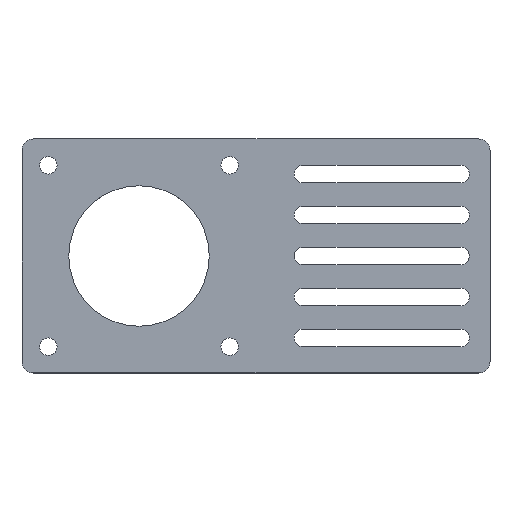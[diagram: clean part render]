
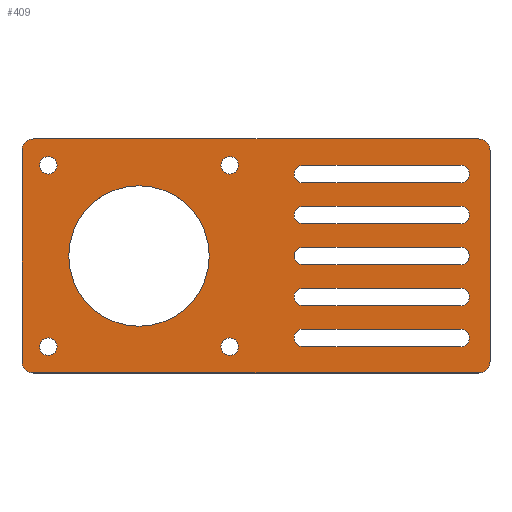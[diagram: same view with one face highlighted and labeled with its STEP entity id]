
A CAD part, top view. The second image highlights one B-rep face of the part: STEP entity #409.
In plain terms, the highlighted planar face has unit normal (0, 0, 1).
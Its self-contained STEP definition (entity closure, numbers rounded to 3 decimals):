
#32 = VERTEX_POINT('',#33);
#33 = CARTESIAN_POINT('',(-38.,20.,3.));
#39 = EDGE_CURVE('',#32,#40,#42,.T.);
#40 = VERTEX_POINT('',#41);
#41 = CARTESIAN_POINT('',(38.,20.,3.));
#42 = LINE('',#43,#44);
#43 = CARTESIAN_POINT('',(-40.,20.,3.));
#44 = VECTOR('',#45,1.);
#45 = DIRECTION('',(1.,0.,0.));
#365 = VERTEX_POINT('',#366);
#366 = CARTESIAN_POINT('',(-40.,18.,3.));
#372 = EDGE_CURVE('',#32,#365,#373,.T.);
#373 = CIRCLE('',#374,2.);
#374 = AXIS2_PLACEMENT_3D('',#375,#376,#377);
#375 = CARTESIAN_POINT('',(-38.,18.,3.));
#376 = DIRECTION('',(-0.,0.,1.));
#377 = DIRECTION('',(0.,-1.,0.));
#390 = VERTEX_POINT('',#391);
#391 = CARTESIAN_POINT('',(40.,18.,3.));
#397 = EDGE_CURVE('',#40,#390,#398,.T.);
#398 = CIRCLE('',#399,2.);
#399 = AXIS2_PLACEMENT_3D('',#400,#401,#402);
#400 = CARTESIAN_POINT('',(38.,18.,3.));
#401 = DIRECTION('',(-0.,-0.,-1.));
#402 = DIRECTION('',(0.,-1.,0.));
#409 = ADVANCED_FACE('',(#410,#455,#466,#502,#538,#574,#610,#646,#657,
    #668,#679),#690,.F.);
#410 = FACE_BOUND('',#411,.F.);
#411 = EDGE_LOOP('',(#412,#413,#414,#422,#431,#439,#448,#454));
#412 = ORIENTED_EDGE('',*,*,#39,.T.);
#413 = ORIENTED_EDGE('',*,*,#397,.T.);
#414 = ORIENTED_EDGE('',*,*,#415,.T.);
#415 = EDGE_CURVE('',#390,#416,#418,.T.);
#416 = VERTEX_POINT('',#417);
#417 = CARTESIAN_POINT('',(40.,-18.,3.));
#418 = LINE('',#419,#420);
#419 = CARTESIAN_POINT('',(40.,20.,3.));
#420 = VECTOR('',#421,1.);
#421 = DIRECTION('',(0.,-1.,0.));
#422 = ORIENTED_EDGE('',*,*,#423,.T.);
#423 = EDGE_CURVE('',#416,#424,#426,.T.);
#424 = VERTEX_POINT('',#425);
#425 = CARTESIAN_POINT('',(38.,-20.,3.));
#426 = CIRCLE('',#427,2.);
#427 = AXIS2_PLACEMENT_3D('',#428,#429,#430);
#428 = CARTESIAN_POINT('',(38.,-18.,3.));
#429 = DIRECTION('',(-0.,-0.,-1.));
#430 = DIRECTION('',(0.,-1.,0.));
#431 = ORIENTED_EDGE('',*,*,#432,.T.);
#432 = EDGE_CURVE('',#424,#433,#435,.T.);
#433 = VERTEX_POINT('',#434);
#434 = CARTESIAN_POINT('',(-38.,-20.,3.));
#435 = LINE('',#436,#437);
#436 = CARTESIAN_POINT('',(40.,-20.,3.));
#437 = VECTOR('',#438,1.);
#438 = DIRECTION('',(-1.,0.,0.));
#439 = ORIENTED_EDGE('',*,*,#440,.T.);
#440 = EDGE_CURVE('',#433,#441,#443,.T.);
#441 = VERTEX_POINT('',#442);
#442 = CARTESIAN_POINT('',(-40.,-18.,3.));
#443 = CIRCLE('',#444,2.);
#444 = AXIS2_PLACEMENT_3D('',#445,#446,#447);
#445 = CARTESIAN_POINT('',(-38.,-18.,3.));
#446 = DIRECTION('',(-0.,-0.,-1.));
#447 = DIRECTION('',(0.,-1.,0.));
#448 = ORIENTED_EDGE('',*,*,#449,.T.);
#449 = EDGE_CURVE('',#441,#365,#450,.T.);
#450 = LINE('',#451,#452);
#451 = CARTESIAN_POINT('',(-40.,-20.,3.));
#452 = VECTOR('',#453,1.);
#453 = DIRECTION('',(0.,1.,0.));
#454 = ORIENTED_EDGE('',*,*,#372,.F.);
#455 = FACE_BOUND('',#456,.F.);
#456 = EDGE_LOOP('',(#457));
#457 = ORIENTED_EDGE('',*,*,#458,.T.);
#458 = EDGE_CURVE('',#459,#459,#461,.T.);
#459 = VERTEX_POINT('',#460);
#460 = CARTESIAN_POINT('',(-8.,0.,3.));
#461 = CIRCLE('',#462,12.);
#462 = AXIS2_PLACEMENT_3D('',#463,#464,#465);
#463 = CARTESIAN_POINT('',(-20.,0.,3.));
#464 = DIRECTION('',(0.,0.,1.));
#465 = DIRECTION('',(1.,0.,0.));
#466 = FACE_BOUND('',#467,.F.);
#467 = EDGE_LOOP('',(#468,#479,#487,#496));
#468 = ORIENTED_EDGE('',*,*,#469,.T.);
#469 = EDGE_CURVE('',#470,#472,#474,.T.);
#470 = VERTEX_POINT('',#471);
#471 = CARTESIAN_POINT('',(8.,-12.5,3.));
#472 = VERTEX_POINT('',#473);
#473 = CARTESIAN_POINT('',(8.,-15.5,3.));
#474 = CIRCLE('',#475,1.5);
#475 = AXIS2_PLACEMENT_3D('',#476,#477,#478);
#476 = CARTESIAN_POINT('',(8.,-14.,3.));
#477 = DIRECTION('',(0.,0.,1.));
#478 = DIRECTION('',(1.,0.,0.));
#479 = ORIENTED_EDGE('',*,*,#480,.T.);
#480 = EDGE_CURVE('',#472,#481,#483,.T.);
#481 = VERTEX_POINT('',#482);
#482 = CARTESIAN_POINT('',(35.,-15.5,3.));
#483 = LINE('',#484,#485);
#484 = CARTESIAN_POINT('',(8.,-15.5,3.));
#485 = VECTOR('',#486,1.);
#486 = DIRECTION('',(1.,0.,0.));
#487 = ORIENTED_EDGE('',*,*,#488,.T.);
#488 = EDGE_CURVE('',#481,#489,#491,.T.);
#489 = VERTEX_POINT('',#490);
#490 = CARTESIAN_POINT('',(35.,-12.5,3.));
#491 = CIRCLE('',#492,1.5);
#492 = AXIS2_PLACEMENT_3D('',#493,#494,#495);
#493 = CARTESIAN_POINT('',(35.,-14.,3.));
#494 = DIRECTION('',(0.,0.,1.));
#495 = DIRECTION('',(1.,0.,0.));
#496 = ORIENTED_EDGE('',*,*,#497,.F.);
#497 = EDGE_CURVE('',#470,#489,#498,.T.);
#498 = LINE('',#499,#500);
#499 = CARTESIAN_POINT('',(8.,-12.5,3.));
#500 = VECTOR('',#501,1.);
#501 = DIRECTION('',(1.,0.,0.));
#502 = FACE_BOUND('',#503,.F.);
#503 = EDGE_LOOP('',(#504,#515,#523,#532));
#504 = ORIENTED_EDGE('',*,*,#505,.T.);
#505 = EDGE_CURVE('',#506,#508,#510,.T.);
#506 = VERTEX_POINT('',#507);
#507 = CARTESIAN_POINT('',(8.,-5.5,3.));
#508 = VERTEX_POINT('',#509);
#509 = CARTESIAN_POINT('',(8.,-8.5,3.));
#510 = CIRCLE('',#511,1.5);
#511 = AXIS2_PLACEMENT_3D('',#512,#513,#514);
#512 = CARTESIAN_POINT('',(8.,-7.,3.));
#513 = DIRECTION('',(0.,0.,1.));
#514 = DIRECTION('',(1.,0.,0.));
#515 = ORIENTED_EDGE('',*,*,#516,.T.);
#516 = EDGE_CURVE('',#508,#517,#519,.T.);
#517 = VERTEX_POINT('',#518);
#518 = CARTESIAN_POINT('',(35.,-8.5,3.));
#519 = LINE('',#520,#521);
#520 = CARTESIAN_POINT('',(8.,-8.5,3.));
#521 = VECTOR('',#522,1.);
#522 = DIRECTION('',(1.,0.,0.));
#523 = ORIENTED_EDGE('',*,*,#524,.T.);
#524 = EDGE_CURVE('',#517,#525,#527,.T.);
#525 = VERTEX_POINT('',#526);
#526 = CARTESIAN_POINT('',(35.,-5.5,3.));
#527 = CIRCLE('',#528,1.5);
#528 = AXIS2_PLACEMENT_3D('',#529,#530,#531);
#529 = CARTESIAN_POINT('',(35.,-7.,3.));
#530 = DIRECTION('',(0.,0.,1.));
#531 = DIRECTION('',(1.,0.,0.));
#532 = ORIENTED_EDGE('',*,*,#533,.F.);
#533 = EDGE_CURVE('',#506,#525,#534,.T.);
#534 = LINE('',#535,#536);
#535 = CARTESIAN_POINT('',(8.,-5.5,3.));
#536 = VECTOR('',#537,1.);
#537 = DIRECTION('',(1.,0.,0.));
#538 = FACE_BOUND('',#539,.F.);
#539 = EDGE_LOOP('',(#540,#551,#559,#568));
#540 = ORIENTED_EDGE('',*,*,#541,.T.);
#541 = EDGE_CURVE('',#542,#544,#546,.T.);
#542 = VERTEX_POINT('',#543);
#543 = CARTESIAN_POINT('',(8.,15.5,3.));
#544 = VERTEX_POINT('',#545);
#545 = CARTESIAN_POINT('',(8.,12.5,3.));
#546 = CIRCLE('',#547,1.5);
#547 = AXIS2_PLACEMENT_3D('',#548,#549,#550);
#548 = CARTESIAN_POINT('',(8.,14.,3.));
#549 = DIRECTION('',(0.,0.,1.));
#550 = DIRECTION('',(1.,0.,0.));
#551 = ORIENTED_EDGE('',*,*,#552,.T.);
#552 = EDGE_CURVE('',#544,#553,#555,.T.);
#553 = VERTEX_POINT('',#554);
#554 = CARTESIAN_POINT('',(35.,12.5,3.));
#555 = LINE('',#556,#557);
#556 = CARTESIAN_POINT('',(8.,12.5,3.));
#557 = VECTOR('',#558,1.);
#558 = DIRECTION('',(1.,0.,0.));
#559 = ORIENTED_EDGE('',*,*,#560,.T.);
#560 = EDGE_CURVE('',#553,#561,#563,.T.);
#561 = VERTEX_POINT('',#562);
#562 = CARTESIAN_POINT('',(35.,15.5,3.));
#563 = CIRCLE('',#564,1.5);
#564 = AXIS2_PLACEMENT_3D('',#565,#566,#567);
#565 = CARTESIAN_POINT('',(35.,14.,3.));
#566 = DIRECTION('',(0.,0.,1.));
#567 = DIRECTION('',(1.,0.,0.));
#568 = ORIENTED_EDGE('',*,*,#569,.F.);
#569 = EDGE_CURVE('',#542,#561,#570,.T.);
#570 = LINE('',#571,#572);
#571 = CARTESIAN_POINT('',(8.,15.5,3.));
#572 = VECTOR('',#573,1.);
#573 = DIRECTION('',(1.,0.,0.));
#574 = FACE_BOUND('',#575,.F.);
#575 = EDGE_LOOP('',(#576,#587,#595,#604));
#576 = ORIENTED_EDGE('',*,*,#577,.T.);
#577 = EDGE_CURVE('',#578,#580,#582,.T.);
#578 = VERTEX_POINT('',#579);
#579 = CARTESIAN_POINT('',(8.,8.5,3.));
#580 = VERTEX_POINT('',#581);
#581 = CARTESIAN_POINT('',(8.,5.5,3.));
#582 = CIRCLE('',#583,1.5);
#583 = AXIS2_PLACEMENT_3D('',#584,#585,#586);
#584 = CARTESIAN_POINT('',(8.,7.,3.));
#585 = DIRECTION('',(0.,0.,1.));
#586 = DIRECTION('',(1.,0.,0.));
#587 = ORIENTED_EDGE('',*,*,#588,.T.);
#588 = EDGE_CURVE('',#580,#589,#591,.T.);
#589 = VERTEX_POINT('',#590);
#590 = CARTESIAN_POINT('',(35.,5.5,3.));
#591 = LINE('',#592,#593);
#592 = CARTESIAN_POINT('',(8.,5.5,3.));
#593 = VECTOR('',#594,1.);
#594 = DIRECTION('',(1.,0.,0.));
#595 = ORIENTED_EDGE('',*,*,#596,.T.);
#596 = EDGE_CURVE('',#589,#597,#599,.T.);
#597 = VERTEX_POINT('',#598);
#598 = CARTESIAN_POINT('',(35.,8.5,3.));
#599 = CIRCLE('',#600,1.5);
#600 = AXIS2_PLACEMENT_3D('',#601,#602,#603);
#601 = CARTESIAN_POINT('',(35.,7.,3.));
#602 = DIRECTION('',(0.,0.,1.));
#603 = DIRECTION('',(1.,0.,0.));
#604 = ORIENTED_EDGE('',*,*,#605,.F.);
#605 = EDGE_CURVE('',#578,#597,#606,.T.);
#606 = LINE('',#607,#608);
#607 = CARTESIAN_POINT('',(8.,8.5,3.));
#608 = VECTOR('',#609,1.);
#609 = DIRECTION('',(1.,0.,0.));
#610 = FACE_BOUND('',#611,.F.);
#611 = EDGE_LOOP('',(#612,#623,#631,#640));
#612 = ORIENTED_EDGE('',*,*,#613,.T.);
#613 = EDGE_CURVE('',#614,#616,#618,.T.);
#614 = VERTEX_POINT('',#615);
#615 = CARTESIAN_POINT('',(8.,1.5,3.));
#616 = VERTEX_POINT('',#617);
#617 = CARTESIAN_POINT('',(8.,-1.5,3.));
#618 = CIRCLE('',#619,1.5);
#619 = AXIS2_PLACEMENT_3D('',#620,#621,#622);
#620 = CARTESIAN_POINT('',(8.,0.,3.));
#621 = DIRECTION('',(0.,0.,1.));
#622 = DIRECTION('',(1.,0.,0.));
#623 = ORIENTED_EDGE('',*,*,#624,.T.);
#624 = EDGE_CURVE('',#616,#625,#627,.T.);
#625 = VERTEX_POINT('',#626);
#626 = CARTESIAN_POINT('',(35.,-1.5,3.));
#627 = LINE('',#628,#629);
#628 = CARTESIAN_POINT('',(8.,-1.5,3.));
#629 = VECTOR('',#630,1.);
#630 = DIRECTION('',(1.,0.,0.));
#631 = ORIENTED_EDGE('',*,*,#632,.T.);
#632 = EDGE_CURVE('',#625,#633,#635,.T.);
#633 = VERTEX_POINT('',#634);
#634 = CARTESIAN_POINT('',(35.,1.5,3.));
#635 = CIRCLE('',#636,1.5);
#636 = AXIS2_PLACEMENT_3D('',#637,#638,#639);
#637 = CARTESIAN_POINT('',(35.,0.,3.));
#638 = DIRECTION('',(0.,0.,1.));
#639 = DIRECTION('',(1.,0.,0.));
#640 = ORIENTED_EDGE('',*,*,#641,.F.);
#641 = EDGE_CURVE('',#614,#633,#642,.T.);
#642 = LINE('',#643,#644);
#643 = CARTESIAN_POINT('',(8.,1.5,3.));
#644 = VECTOR('',#645,1.);
#645 = DIRECTION('',(1.,0.,0.));
#646 = FACE_BOUND('',#647,.F.);
#647 = EDGE_LOOP('',(#648));
#648 = ORIENTED_EDGE('',*,*,#649,.T.);
#649 = EDGE_CURVE('',#650,#650,#652,.T.);
#650 = VERTEX_POINT('',#651);
#651 = CARTESIAN_POINT('',(-3.,-15.5,3.));
#652 = CIRCLE('',#653,1.5);
#653 = AXIS2_PLACEMENT_3D('',#654,#655,#656);
#654 = CARTESIAN_POINT('',(-4.5,-15.5,3.));
#655 = DIRECTION('',(0.,0.,1.));
#656 = DIRECTION('',(1.,0.,0.));
#657 = FACE_BOUND('',#658,.F.);
#658 = EDGE_LOOP('',(#659));
#659 = ORIENTED_EDGE('',*,*,#660,.T.);
#660 = EDGE_CURVE('',#661,#661,#663,.T.);
#661 = VERTEX_POINT('',#662);
#662 = CARTESIAN_POINT('',(-34.,-15.5,3.));
#663 = CIRCLE('',#664,1.5);
#664 = AXIS2_PLACEMENT_3D('',#665,#666,#667);
#665 = CARTESIAN_POINT('',(-35.5,-15.5,3.));
#666 = DIRECTION('',(0.,0.,1.));
#667 = DIRECTION('',(1.,0.,0.));
#668 = FACE_BOUND('',#669,.F.);
#669 = EDGE_LOOP('',(#670));
#670 = ORIENTED_EDGE('',*,*,#671,.T.);
#671 = EDGE_CURVE('',#672,#672,#674,.T.);
#672 = VERTEX_POINT('',#673);
#673 = CARTESIAN_POINT('',(-3.,15.5,3.));
#674 = CIRCLE('',#675,1.5);
#675 = AXIS2_PLACEMENT_3D('',#676,#677,#678);
#676 = CARTESIAN_POINT('',(-4.5,15.5,3.));
#677 = DIRECTION('',(0.,0.,1.));
#678 = DIRECTION('',(1.,0.,0.));
#679 = FACE_BOUND('',#680,.F.);
#680 = EDGE_LOOP('',(#681));
#681 = ORIENTED_EDGE('',*,*,#682,.T.);
#682 = EDGE_CURVE('',#683,#683,#685,.T.);
#683 = VERTEX_POINT('',#684);
#684 = CARTESIAN_POINT('',(-34.,15.5,3.));
#685 = CIRCLE('',#686,1.5);
#686 = AXIS2_PLACEMENT_3D('',#687,#688,#689);
#687 = CARTESIAN_POINT('',(-35.5,15.5,3.));
#688 = DIRECTION('',(0.,0.,1.));
#689 = DIRECTION('',(1.,0.,0.));
#690 = PLANE('',#691);
#691 = AXIS2_PLACEMENT_3D('',#692,#693,#694);
#692 = CARTESIAN_POINT('',(0.,0.,3.));
#693 = DIRECTION('',(-0.,-0.,-1.));
#694 = DIRECTION('',(-1.,0.,0.));
